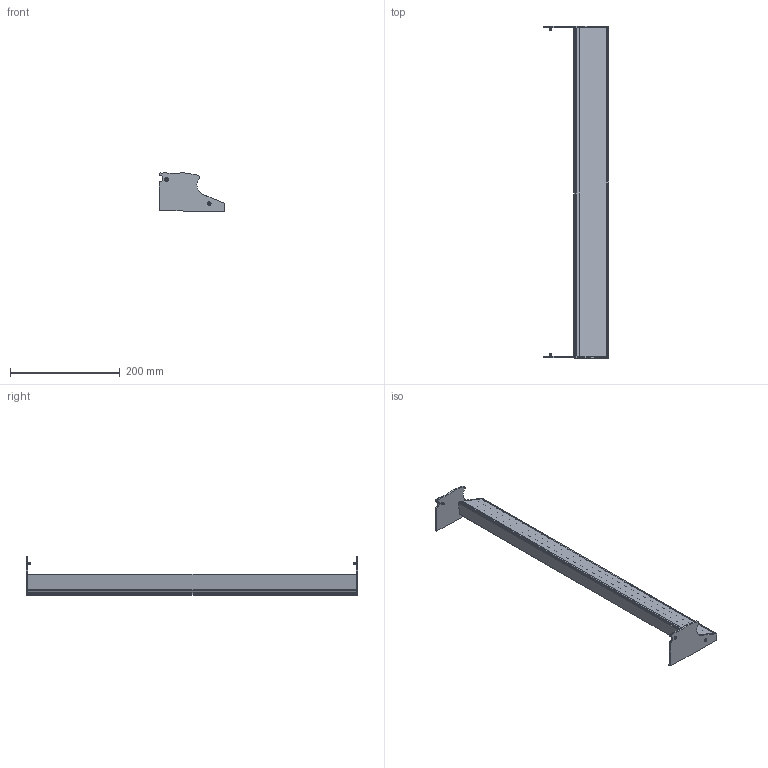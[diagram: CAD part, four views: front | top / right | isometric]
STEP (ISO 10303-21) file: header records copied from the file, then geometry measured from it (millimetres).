
FILE_DESCRIPTION (( 'STEP AP214' ), '1' );
FILE_NAME ('CPREG-NE_60.step', '2021-07-29T14:02:54', ( '' ), ( '' ), 'SwSTEP 2.0', 'SolidWorks 2020', '' );
FILE_SCHEMA (( 'AUTOMOTIVE_DESIGN' ));
Length unit declared in the file: millimetre
Products named in the file (5): SB0089-90-91-92SCREW BAG FOR APH EXTENSION-1; MP0905-APH END CAP 4-1; MP0904-APH END CAP 3-1; Group1; CPREG-NE_60
Assembly tree (4 placements, depth 2):
  CPREG-NE_60
    Group1
    SB0089-90-91-92SCREW BAG FOR APH EXTENSION-1
    MP0905-APH END CAP 4-1
    MP0904-APH END CAP 3-1
Bounding box: 120.4 x 606 x 70.35 mm (x, y, z)
Volume: 341394 mm3; surface area: 284964.6 mm2
Topology: 10 solids, 10 shells, 850 faces, 2250 edges, 1416 vertices
Faces by surface type: cone 338, cylinder 293, plane 211, torus 8
Entity records: 27020 total; most frequent: DIRECTION 4996, CARTESIAN_POINT 4839, ORIENTED_EDGE 4484, EDGE_CURVE 2242, AXIS2_PLACEMENT_3D 1979, VERTEX_POINT 1416, CIRCLE 1122, VECTOR 1038
